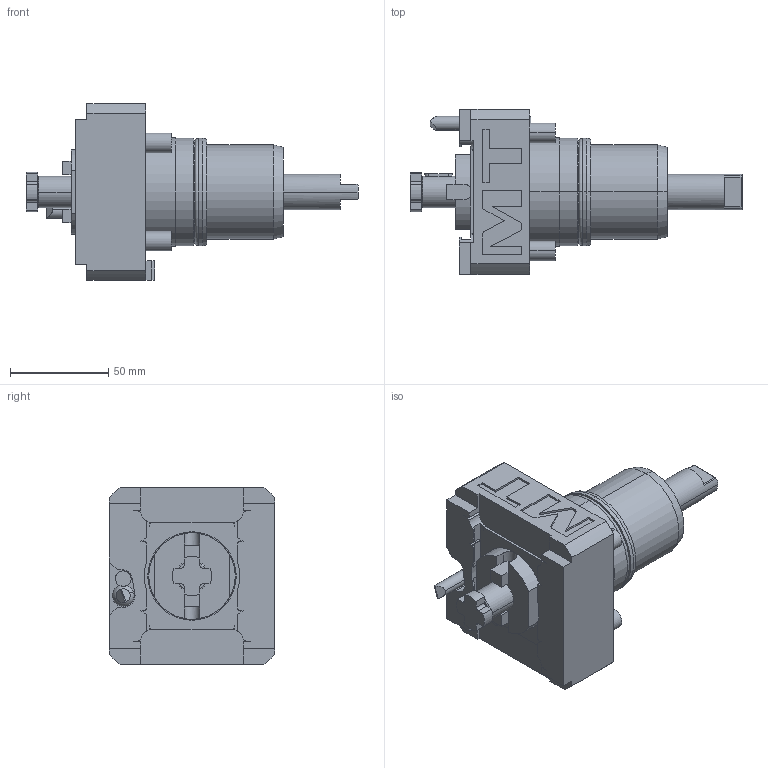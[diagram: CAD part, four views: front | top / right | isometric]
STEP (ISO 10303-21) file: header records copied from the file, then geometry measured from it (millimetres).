
FILE_DESCRIPTION((''),'2;1');
FILE_NAME('NKM1830516_CONF','2023-03-09T15:17:44',('sterribile'),('M.T. srl'),'CREO PARAMETRIC BY PTC INC, 2021072','CREO PARAMETRIC BY PTC INC, 2021072','');
FILE_SCHEMA(('CONFIG_CONTROL_DESIGN'));
Length unit declared in the file: millimetre
Products named in the file (1): NKM1830516_CONF
Bounding box: 169 x 84 x 90 mm (x, y, z)
Volume: 405251.8 mm3; surface area: 51998.6 mm2
Topology: 1 solids, 1 shells, 303 faces, 799 edges, 521 vertices
Faces by surface type: plane 190, cylinder 89, cone 10, torus 8, extrusion 4, sphere 2
Entity records: 9684 total; most frequent: CARTESIAN_POINT 1962, DIRECTION 1617, ORIENTED_EDGE 1598, EDGE_CURVE 799, AXIS2_PLACEMENT_3D 541, VECTOR 535, LINE 531, VERTEX_POINT 521
